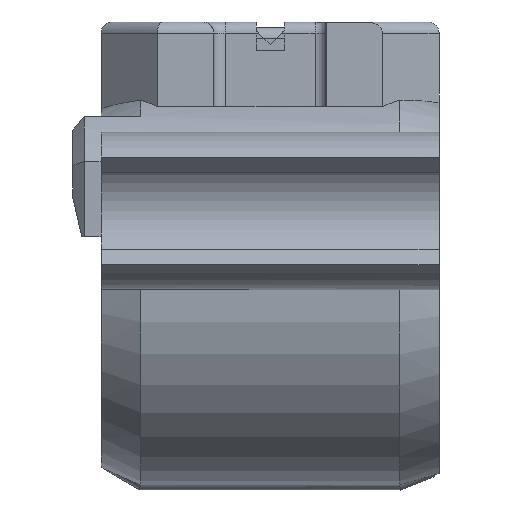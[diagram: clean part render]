
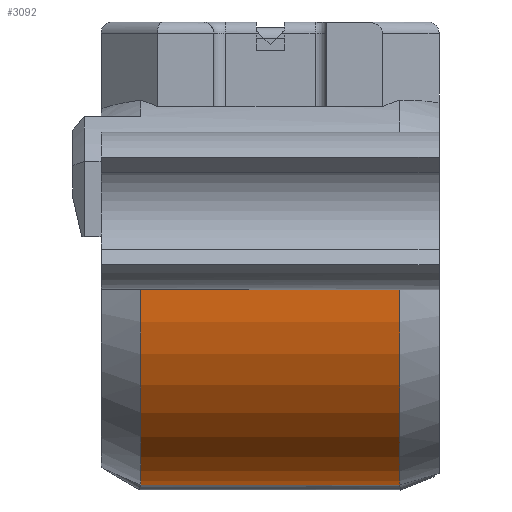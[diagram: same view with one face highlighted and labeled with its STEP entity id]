
A CAD part, left-side view. The second image highlights one B-rep face of the part: STEP entity #3092.
In plain terms, the highlighted cylindrical face has radius 7 mm (diameter 14 mm), a partial arc.
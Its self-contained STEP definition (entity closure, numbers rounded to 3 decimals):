
#98=CYLINDRICAL_SURFACE('',#3384,7.);
#289=CIRCLE('',#3382,7.);
#290=CIRCLE('',#3385,7.);
#477=FACE_OUTER_BOUND('',#661,.T.);
#661=EDGE_LOOP('',(#2479,#2480,#2481,#2482));
#898=LINE('',#5167,#1123);
#900=LINE('',#5191,#1125);
#1123=VECTOR('',#4095,10.);
#1125=VECTOR('',#4115,10.);
#1381=VERTEX_POINT('',#5158);
#1382=VERTEX_POINT('',#5165);
#1384=VERTEX_POINT('',#5178);
#1385=VERTEX_POINT('',#5189);
#1779=EDGE_CURVE('',#1382,#1381,#898,.T.);
#1783=EDGE_CURVE('',#1381,#1384,#289,.T.);
#1786=EDGE_CURVE('',#1385,#1382,#290,.T.);
#1787=EDGE_CURVE('',#1385,#1384,#900,.T.);
#2479=ORIENTED_EDGE('',*,*,#1783,.F.);
#2480=ORIENTED_EDGE('',*,*,#1779,.F.);
#2481=ORIENTED_EDGE('',*,*,#1786,.F.);
#2482=ORIENTED_EDGE('',*,*,#1787,.T.);
#3092=ADVANCED_FACE('',(#477),#98,.T.);
#3382=AXIS2_PLACEMENT_3D('',#5179,#4106,#4107);
#3384=AXIS2_PLACEMENT_3D('',#5188,#4111,#4112);
#3385=AXIS2_PLACEMENT_3D('',#5190,#4113,#4114);
#4095=DIRECTION('',(0.,1.,0.));
#4106=DIRECTION('center_axis',(0.,1.,0.));
#4107=DIRECTION('ref_axis',(-0.906,0.,0.423));
#4111=DIRECTION('center_axis',(0.,1.,0.));
#4112=DIRECTION('ref_axis',(0.906,0.,-0.423));
#4113=DIRECTION('center_axis',(0.,-1.,0.));
#4114=DIRECTION('ref_axis',(-0.906,0.,0.423));
#4115=DIRECTION('',(0.,1.,0.));
#5158=CARTESIAN_POINT('',(2.142,3.8,-6.664));
#5165=CARTESIAN_POINT('',(2.142,-5.4,-6.664));
#5167=CARTESIAN_POINT('',(2.142,-6.8,-6.664));
#5178=CARTESIAN_POINT('',(-7.,3.8,-0.02));
#5179=CARTESIAN_POINT('Origin',(0.,3.8,0.));
#5188=CARTESIAN_POINT('Origin',(0.,-6.8,0.));
#5189=CARTESIAN_POINT('',(-7.,-5.4,-0.02));
#5190=CARTESIAN_POINT('Origin',(0.,-5.4,0.));
#5191=CARTESIAN_POINT('',(-7.,-6.8,-0.02));
